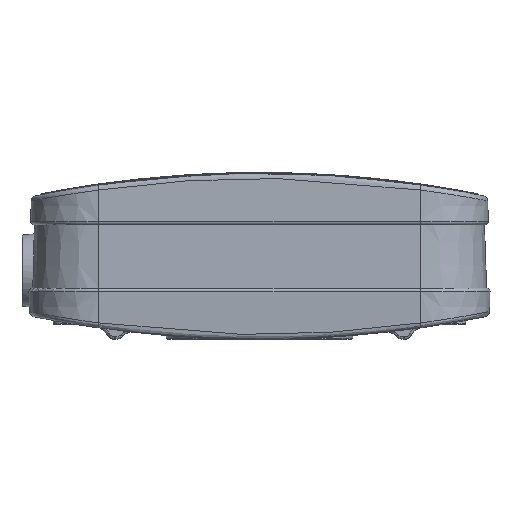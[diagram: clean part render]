
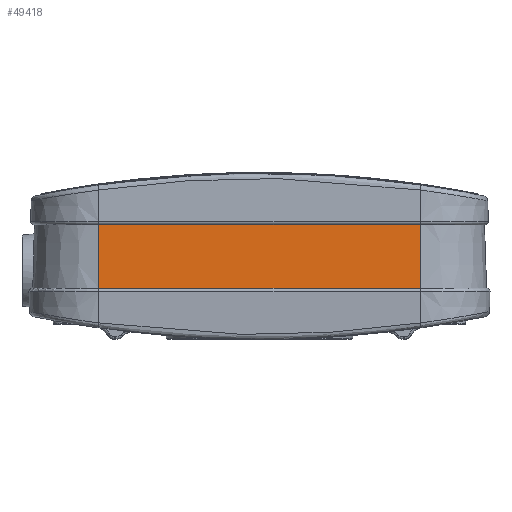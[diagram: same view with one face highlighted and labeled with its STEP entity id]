
A CAD part, front view. The second image highlights one B-rep face of the part: STEP entity #49418.
In plain terms, the highlighted planar face has unit normal (0, -1, 0.033).
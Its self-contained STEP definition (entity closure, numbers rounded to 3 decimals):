
#5422=LINE('',#124731,#8625);
#5765=LINE('',#147061,#8968);
#6278=LINE('',#164290,#9481);
#6450=LINE('',#165691,#9653);
#8625=VECTOR('',#61505,1000.);
#8968=VECTOR('',#62728,1000.);
#9481=VECTOR('',#65117,1000.);
#9653=VECTOR('',#65753,1000.);
#10970=PLANE('',#54283);
#14038=FACE_OUTER_BOUND('',#17032,.T.);
#17032=EDGE_LOOP('',(#43618,#43619,#43620,#43621));
#21832=VERTEX_POINT('',#124728);
#21833=VERTEX_POINT('',#124730);
#22746=VERTEX_POINT('',#147060);
#23676=VERTEX_POINT('',#164279);
#27767=EDGE_CURVE('',#21833,#21832,#5422,.T.);
#28955=EDGE_CURVE('',#22746,#21833,#5765,.T.);
#30509=EDGE_CURVE('',#23676,#22746,#6278,.F.);
#30798=EDGE_CURVE('',#21832,#23676,#6450,.F.);
#43618=ORIENTED_EDGE('',*,*,#30798,.T.);
#43619=ORIENTED_EDGE('',*,*,#30509,.T.);
#43620=ORIENTED_EDGE('',*,*,#28955,.T.);
#43621=ORIENTED_EDGE('',*,*,#27767,.T.);
#49418=ADVANCED_FACE('',(#14038),#10970,.T.);
#54283=AXIS2_PLACEMENT_3D('',#165692,#65754,#65755);
#61505=DIRECTION('',(1.,0.,0.));
#62728=DIRECTION('',(0.,-0.033,-0.999));
#65117=DIRECTION('',(1.,0.,0.));
#65753=DIRECTION('',(0.,-0.033,-0.999));
#65754=DIRECTION('center_axis',(0.,-0.999,0.033));
#65755=DIRECTION('ref_axis',(0.,-0.033,-0.999));
#124728=CARTESIAN_POINT('',(94.75,-133.873,-35.25));
#124730=CARTESIAN_POINT('',(-94.75,-133.873,-35.25));
#124731=CARTESIAN_POINT('',(-94.75,-133.873,-35.25));
#147060=CARTESIAN_POINT('',(-94.75,-132.543,4.846));
#147061=CARTESIAN_POINT('',(-94.75,-133.873,-35.25));
#164279=CARTESIAN_POINT('',(94.75,-132.543,4.846));
#164290=CARTESIAN_POINT('',(0.,-132.543,4.846));
#165691=CARTESIAN_POINT('',(94.75,-133.873,-35.25));
#165692=CARTESIAN_POINT('Origin',(0.,-133.873,-35.25));
